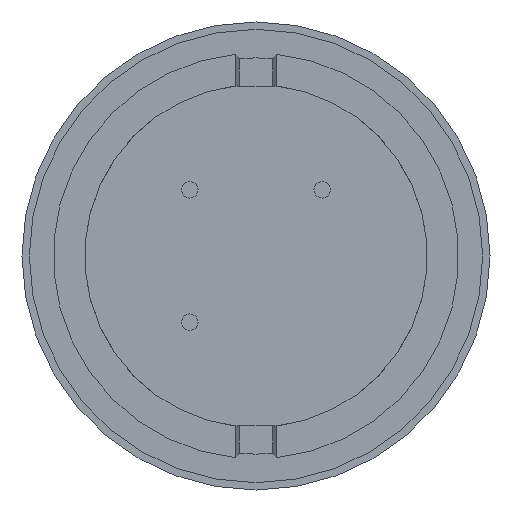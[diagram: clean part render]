
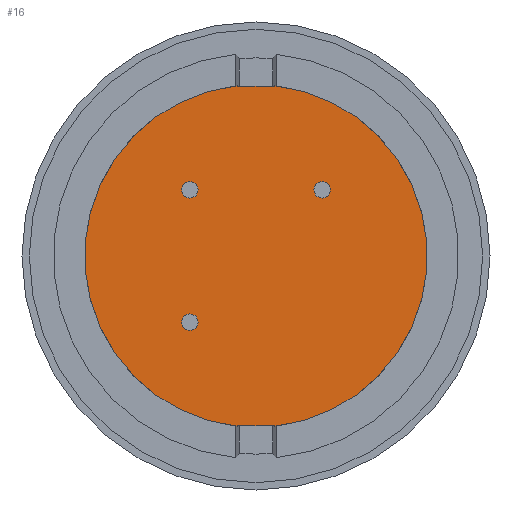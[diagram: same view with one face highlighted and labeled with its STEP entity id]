
A CAD part, front view. The second image highlights one B-rep face of the part: STEP entity #16.
In plain terms, the highlighted planar face has unit normal (0, -1, 0).
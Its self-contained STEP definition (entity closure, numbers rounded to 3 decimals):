
#10 = EDGE_LOOP ( 'NONE', ( #39, #1017, #1027, #11, #12, #13, #1001, #1005 ) ) ;
#11 = ORIENTED_EDGE ( 'NONE', *, *, #28, .F. ) ;
#12 = ORIENTED_EDGE ( 'NONE', *, *, #263, .F. ) ;
#13 = ORIENTED_EDGE ( 'NONE', *, *, #302, .F. ) ;
#16 = ADVANCED_FACE ( 'NONE', ( #272 ), #271, .F. ) ;
#20 = EDGE_CURVE ( 'NONE', #128, #268, #332, .T. ) ;
#28 = EDGE_CURVE ( 'NONE', #186, #118, #326, .T. ) ;
#39 = ORIENTED_EDGE ( 'NONE', *, *, #129, .T. ) ;
#112 = EDGE_CURVE ( 'NONE', #120, #118, #487, .T. ) ;
#118 = VERTEX_POINT ( 'NONE', #530 ) ;
#120 = VERTEX_POINT ( 'NONE', #525 ) ;
#128 = VERTEX_POINT ( 'NONE', #515 ) ;
#129 = EDGE_CURVE ( 'NONE', #128, #131, #514, .T. ) ;
#131 = VERTEX_POINT ( 'NONE', #510 ) ;
#186 = VERTEX_POINT ( 'NONE', #642 ) ;
#193 = VERTEX_POINT ( 'NONE', #626 ) ;
#261 = VERTEX_POINT ( 'NONE', #710 ) ;
#263 = EDGE_CURVE ( 'NONE', #261, #186, #766, .T. ) ;
#268 = VERTEX_POINT ( 'NONE', #755 ) ;
#270 = EDGE_CURVE ( 'NONE', #268, #193, #750, .T. ) ;
#271 = PLANE ( 'NONE',  #336 ) ;
#272 = FACE_OUTER_BOUND ( 'NONE', #10, .T. ) ;
#300 = EDGE_CURVE ( 'NONE', #120, #131, #797, .T. ) ;
#302 = EDGE_CURVE ( 'NONE', #193, #261, #793, .T. ) ;
#318 = DIRECTION ( 'NONE',  ( 0., 0., 1. ) ) ;
#319 = DIRECTION ( 'NONE',  ( 0., 1., 0. ) ) ;
#320 = CARTESIAN_POINT ( 'NONE',  ( 0., 0.85, 0. ) ) ;
#321 = AXIS2_PLACEMENT_3D ( 'NONE', #320, #319, #318 ) ;
#326 = CIRCLE ( 'NONE', #321, 4.65 ) ;
#329 = DIRECTION ( 'NONE',  ( 0., 0., 1. ) ) ;
#330 = DIRECTION ( 'NONE',  ( 0., 1., 0. ) ) ;
#331 = AXIS2_PLACEMENT_3D ( 'NONE', #337, #330, #329 ) ;
#332 = CIRCLE ( 'NONE', #331, 4.65 ) ;
#333 = DIRECTION ( 'NONE',  ( 0., 0., 1. ) ) ;
#334 = DIRECTION ( 'NONE',  ( 0., 1., 0. ) ) ;
#335 = CARTESIAN_POINT ( 'NONE',  ( 0., 0.85, 0. ) ) ;
#336 = AXIS2_PLACEMENT_3D ( 'NONE', #335, #334, #333 ) ;
#337 = CARTESIAN_POINT ( 'NONE',  ( 0., 0.85, 0. ) ) ;
#484 = DIRECTION ( 'NONE',  ( 0., 0., 1. ) ) ;
#485 = VECTOR ( 'NONE', #484, 1000. ) ;
#486 = CARTESIAN_POINT ( 'NONE',  ( -0.501, 0.85, 6.35 ) ) ;
#487 = LINE ( 'NONE', #486, #485 ) ;
#510 = CARTESIAN_POINT ( 'NONE',  ( 0.501, 0.85, 4.6 ) ) ;
#511 = DIRECTION ( 'NONE',  ( 0., 0., -1. ) ) ;
#512 = VECTOR ( 'NONE', #511, 1000. ) ;
#513 = CARTESIAN_POINT ( 'NONE',  ( 0.501, 0.85, 6.35 ) ) ;
#514 = LINE ( 'NONE', #513, #512 ) ;
#515 = CARTESIAN_POINT ( 'NONE',  ( 0.501, 0.85, 4.623 ) ) ;
#525 = CARTESIAN_POINT ( 'NONE',  ( -0.501, 0.85, 4.6 ) ) ;
#530 = CARTESIAN_POINT ( 'NONE',  ( -0.501, 0.85, 4.623 ) ) ;
#626 = CARTESIAN_POINT ( 'NONE',  ( 0.501, 0.85, -4.6 ) ) ;
#642 = CARTESIAN_POINT ( 'NONE',  ( -0.501, 0.85, -4.623 ) ) ;
#710 = CARTESIAN_POINT ( 'NONE',  ( -0.501, 0.85, -4.6 ) ) ;
#747 = DIRECTION ( 'NONE',  ( 0., 0., 1. ) ) ;
#748 = VECTOR ( 'NONE', #747, 1000. ) ;
#749 = CARTESIAN_POINT ( 'NONE',  ( 0.501, 0.85, -6.35 ) ) ;
#750 = LINE ( 'NONE', #749, #748 ) ;
#755 = CARTESIAN_POINT ( 'NONE',  ( 0.501, 0.85, -4.623 ) ) ;
#763 = DIRECTION ( 'NONE',  ( 0., 0., -1. ) ) ;
#764 = VECTOR ( 'NONE', #763, 1000. ) ;
#765 = CARTESIAN_POINT ( 'NONE',  ( -0.501, 0.85, -6.35 ) ) ;
#766 = LINE ( 'NONE', #765, #764 ) ;
#790 = DIRECTION ( 'NONE',  ( -1., 0., 0. ) ) ;
#791 = VECTOR ( 'NONE', #790, 1000. ) ;
#792 = CARTESIAN_POINT ( 'NONE',  ( -0.545, 0.85, -4.6 ) ) ;
#793 = LINE ( 'NONE', #792, #791 ) ;
#794 = DIRECTION ( 'NONE',  ( 1., 0., 0. ) ) ;
#795 = VECTOR ( 'NONE', #794, 1000. ) ;
#796 = CARTESIAN_POINT ( 'NONE',  ( -0.545, 0.85, 4.6 ) ) ;
#797 = LINE ( 'NONE', #796, #795 ) ;
#1001 = ORIENTED_EDGE ( 'NONE', *, *, #270, .F. ) ;
#1005 = ORIENTED_EDGE ( 'NONE', *, *, #20, .F. ) ;
#1017 = ORIENTED_EDGE ( 'NONE', *, *, #300, .F. ) ;
#1027 = ORIENTED_EDGE ( 'NONE', *, *, #112, .T. ) ;
